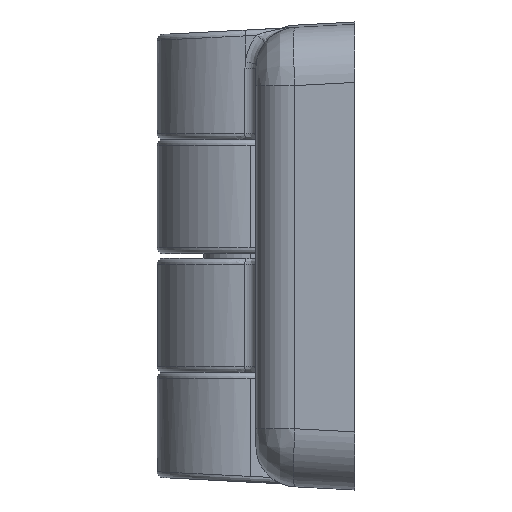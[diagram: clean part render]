
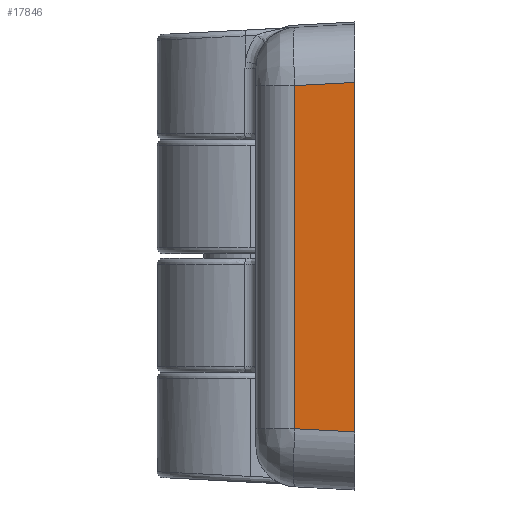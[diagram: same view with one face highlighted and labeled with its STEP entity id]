
A CAD part, left-side view. The second image highlights one B-rep face of the part: STEP entity #17846.
In plain terms, the highlighted planar face has unit normal (-0.999, 0.052, 0).
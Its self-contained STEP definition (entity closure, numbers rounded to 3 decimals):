
#225 = DIRECTION ( 'NONE',  ( 0.052, 0.997, -0.052 ) ) ;
#489 = ORIENTED_EDGE ( 'NONE', *, *, #2360, .T. ) ;
#1332 = VERTEX_POINT ( 'NONE', #12638 ) ;
#2060 = CARTESIAN_POINT ( 'NONE',  ( -38.925, -7.569, -14.922 ) ) ;
#2360 = EDGE_CURVE ( 'NONE', #1332, #16305, #20090, .T. ) ;
#2672 = AXIS2_PLACEMENT_3D ( 'NONE', #13409, #3051, #15192 ) ;
#3051 = DIRECTION ( 'NONE',  ( -0.999, 0.052, 0. ) ) ;
#3263 = EDGE_CURVE ( 'NONE', #13543, #9302, #20288, .T. ) ;
#3678 = VECTOR ( 'NONE', #225, 1000. ) ;
#3685 = ORIENTED_EDGE ( 'NONE', *, *, #9056, .T. ) ;
#4052 = CARTESIAN_POINT ( 'NONE',  ( -38.728, -3.817, -14.725 ) ) ;
#4387 = CARTESIAN_POINT ( 'NONE',  ( -38.728, -3.817, -19.99 ) ) ;
#5989 = LINE ( 'NONE', #2060, #13435 ) ;
#6424 = PLANE ( 'NONE',  #2672 ) ;
#7172 = LINE ( 'NONE', #15748, #3678 ) ;
#9056 = EDGE_CURVE ( 'NONE', #16305, #9302, #7172, .T. ) ;
#9302 = VERTEX_POINT ( 'NONE', #20773 ) ;
#12532 = FACE_OUTER_BOUND ( 'NONE', #21011, .T. ) ;
#12638 = CARTESIAN_POINT ( 'NONE',  ( -39., -9., -14.997 ) ) ;
#13409 = CARTESIAN_POINT ( 'NONE',  ( -39., -9., -19.99 ) ) ;
#13435 = VECTOR ( 'NONE', #14148, 1000. ) ;
#13543 = VERTEX_POINT ( 'NONE', #4052 ) ;
#14148 = DIRECTION ( 'NONE',  ( 0.052, 0.997, 0.052 ) ) ;
#15192 = DIRECTION ( 'NONE',  ( -0.052, -0.999, 0. ) ) ;
#15748 = CARTESIAN_POINT ( 'NONE',  ( -39., -9., 15.017 ) ) ;
#15772 = ORIENTED_EDGE ( 'NONE', *, *, #3263, .F. ) ;
#16305 = VERTEX_POINT ( 'NONE', #17336 ) ;
#16624 = DIRECTION ( 'NONE',  ( 0., 0., 1. ) ) ;
#16808 = EDGE_CURVE ( 'NONE', #1332, #13543, #5989, .T. ) ;
#17336 = CARTESIAN_POINT ( 'NONE',  ( -39., -9., 15.017 ) ) ;
#17846 = ADVANCED_FACE ( 'NONE', ( #12532 ), #6424, .T. ) ;
#19449 = ORIENTED_EDGE ( 'NONE', *, *, #16808, .F. ) ;
#19619 = DIRECTION ( 'NONE',  ( 0., 0., 1. ) ) ;
#20090 = LINE ( 'NONE', #20744, #22210 ) ;
#20288 = LINE ( 'NONE', #4387, #21330 ) ;
#20744 = CARTESIAN_POINT ( 'NONE',  ( -39., -9., -19.99 ) ) ;
#20773 = CARTESIAN_POINT ( 'NONE',  ( -38.728, -3.817, 14.745 ) ) ;
#21011 = EDGE_LOOP ( 'NONE', ( #19449, #489, #3685, #15772 ) ) ;
#21330 = VECTOR ( 'NONE', #16624, 1000. ) ;
#22210 = VECTOR ( 'NONE', #19619, 1000. ) ;
